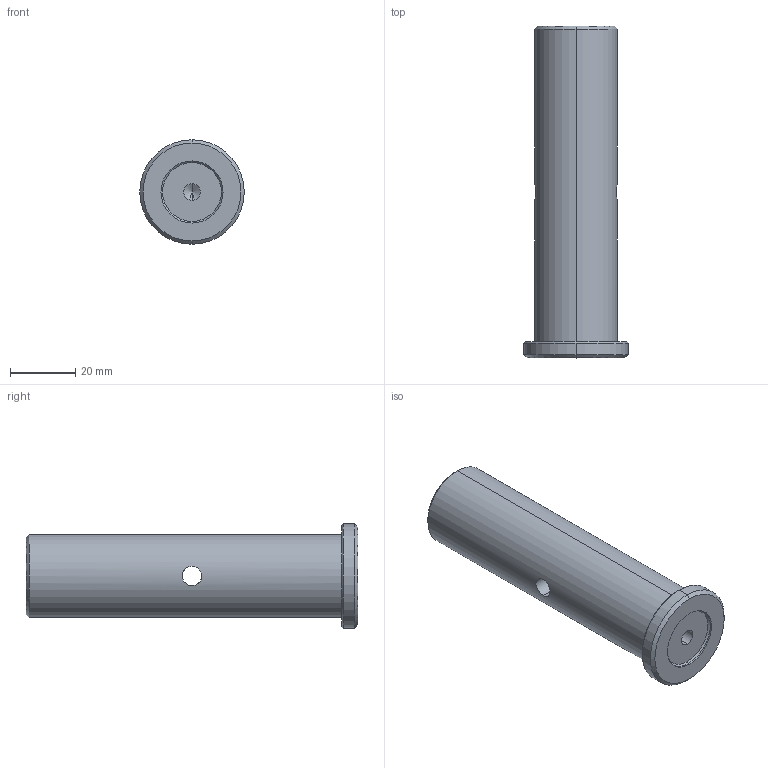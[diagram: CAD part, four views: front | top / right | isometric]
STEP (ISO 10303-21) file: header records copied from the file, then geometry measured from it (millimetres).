
FILE_DESCRIPTION (( 'STEP AP214' ), '1' );
FILE_NAME ('523854-长度改成101.STEP', '2019-10-15T08:37:58', ( 'user' ), ( '微软中国' ), 'SwSTEP 2.0', 'SolidWorks 2016', '' );
FILE_SCHEMA (( 'AUTOMOTIVE_DESIGN' ));
Length unit declared in the file: millimetre
Products named in the file (1): 523854-酗僅蜊傖101
Bounding box: 32 x 101.6 x 32 mm (x, y, z)
Volume: 51289.8 mm3; surface area: 10519.8 mm2
Topology: 1 solids, 1 shells, 33 faces, 70 edges, 40 vertices
Faces by surface type: cylinder 14, cone 14, plane 5
Entity records: 1012 total; most frequent: CARTESIAN_POINT 264, DIRECTION 164, ORIENTED_EDGE 132, AXIS2_PLACEMENT_3D 68, EDGE_CURVE 66, EDGE_LOOP 40, VERTEX_POINT 40, CIRCLE 34
